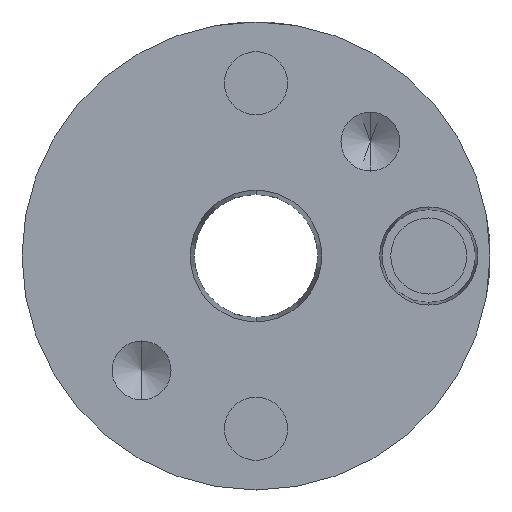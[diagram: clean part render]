
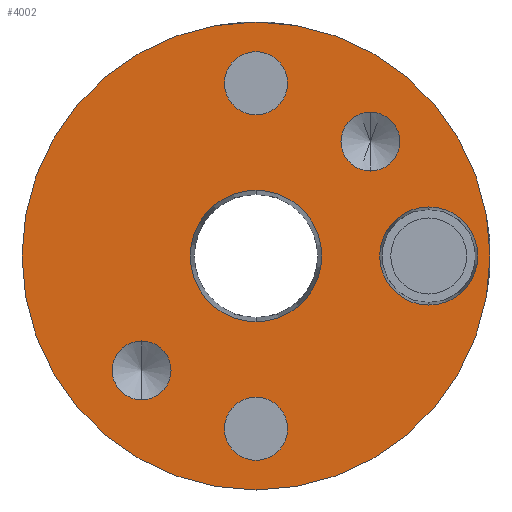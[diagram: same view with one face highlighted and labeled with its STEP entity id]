
A CAD part, front view. The second image highlights one B-rep face of the part: STEP entity #4002.
In plain terms, the highlighted planar face has unit normal (0, -1, 0).
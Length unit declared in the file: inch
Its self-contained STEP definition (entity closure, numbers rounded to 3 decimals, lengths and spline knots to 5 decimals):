
#9 = EDGE_CURVE ( 'NONE', #980, #718, #2222, .T. ) ;
#77 = DIRECTION ( 'NONE',  ( 0., -1., 0. ) ) ;
#82 = CARTESIAN_POINT ( 'NONE',  ( 0., 0., 0. ) ) ;
#96 = EDGE_LOOP ( 'NONE', ( #1000, #389 ) ) ;
#187 = CARTESIAN_POINT ( 'NONE',  ( 0.55, 0., 0.15625 ) ) ;
#262 = CIRCLE ( 'NONE', #1895, 0.1005 ) ;
#341 = EDGE_LOOP ( 'NONE', ( #4385, #2598 ) ) ;
#389 = ORIENTED_EDGE ( 'NONE', *, *, #2003, .F. ) ;
#409 = DIRECTION ( 'NONE',  ( 0., 0., -1. ) ) ;
#413 = VERTEX_POINT ( 'NONE', #1348 ) ;
#478 = EDGE_CURVE ( 'NONE', #3533, #3289, #1778, .T. ) ;
#486 = CARTESIAN_POINT ( 'NONE',  ( 0., 0., -0.55 ) ) ;
#521 = CARTESIAN_POINT ( 'NONE',  ( 0., 0., 0.6505 ) ) ;
#551 = CARTESIAN_POINT ( 'NONE',  ( 0., 0., 0. ) ) ;
#580 = VERTEX_POINT ( 'NONE', #1247 ) ;
#595 = CARTESIAN_POINT ( 'NONE',  ( 0., 0., 0.55 ) ) ;
#656 = AXIS2_PLACEMENT_3D ( 'NONE', #82, #4202, #1967 ) ;
#668 = DIRECTION ( 'NONE',  ( 0., -1., 0. ) ) ;
#718 = VERTEX_POINT ( 'NONE', #2524 ) ;
#734 = VERTEX_POINT ( 'NONE', #187 ) ;
#741 = DIRECTION ( 'NONE',  ( 0., 0., -1. ) ) ;
#751 = AXIS2_PLACEMENT_3D ( 'NONE', #1965, #3637, #409 ) ;
#810 = DIRECTION ( 'NONE',  ( 0., 0., -1. ) ) ;
#811 = CARTESIAN_POINT ( 'NONE',  ( 0., 0., 0.20931 ) ) ;
#848 = DIRECTION ( 'NONE',  ( 0., -1., 0. ) ) ;
#864 = PLANE ( 'NONE',  #928 ) ;
#923 = AXIS2_PLACEMENT_3D ( 'NONE', #1863, #4709, #4354 ) ;
#928 = AXIS2_PLACEMENT_3D ( 'NONE', #1705, #3165, #1049 ) ;
#935 = CIRCLE ( 'NONE', #1882, 0.09375 ) ;
#980 = VERTEX_POINT ( 'NONE', #811 ) ;
#1000 = ORIENTED_EDGE ( 'NONE', *, *, #1061, .F. ) ;
#1049 = DIRECTION ( 'NONE',  ( 0., 0., -1. ) ) ;
#1061 = EDGE_CURVE ( 'NONE', #3353, #3867, #3314, .T. ) ;
#1067 = EDGE_LOOP ( 'NONE', ( #4556, #3449 ) ) ;
#1140 = EDGE_CURVE ( 'NONE', #580, #4625, #935, .T. ) ;
#1194 = VERTEX_POINT ( 'NONE', #3124 ) ;
#1215 = FACE_BOUND ( 'NONE', #4376, .T. ) ;
#1244 = FACE_OUTER_BOUND ( 'NONE', #1973, .T. ) ;
#1247 = CARTESIAN_POINT ( 'NONE',  ( -0.36416, 0., -0.45791 ) ) ;
#1264 = AXIS2_PLACEMENT_3D ( 'NONE', #3888, #3256, #3917 ) ;
#1273 = FACE_BOUND ( 'NONE', #2103, .T. ) ;
#1312 = AXIS2_PLACEMENT_3D ( 'NONE', #2889, #3648, #1785 ) ;
#1346 = DIRECTION ( 'NONE',  ( 0., -1., 0. ) ) ;
#1348 = CARTESIAN_POINT ( 'NONE',  ( 0., 0., -0.4495 ) ) ;
#1481 = DIRECTION ( 'NONE',  ( 0., -1., 0. ) ) ;
#1556 = AXIS2_PLACEMENT_3D ( 'NONE', #1583, #1346, #3189 ) ;
#1576 = DIRECTION ( 'NONE',  ( 0., -1., 0. ) ) ;
#1583 = CARTESIAN_POINT ( 'NONE',  ( 0.36416, 0., 0.36416 ) ) ;
#1641 = CARTESIAN_POINT ( 'NONE',  ( 0., 0., -0.6505 ) ) ;
#1705 = CARTESIAN_POINT ( 'NONE',  ( 0., 0., 0. ) ) ;
#1778 = CIRCLE ( 'NONE', #2766, 0.09375 ) ;
#1785 = DIRECTION ( 'NONE',  ( 0., 0., 1. ) ) ;
#1791 = CARTESIAN_POINT ( 'NONE',  ( 0., 0., -0.55 ) ) ;
#1802 = EDGE_CURVE ( 'NONE', #734, #1194, #2342, .T. ) ;
#1807 = EDGE_CURVE ( 'NONE', #1864, #3918, #3476, .T. ) ;
#1863 = CARTESIAN_POINT ( 'NONE',  ( -0.36416, 0., -0.36416 ) ) ;
#1864 = VERTEX_POINT ( 'NONE', #2368 ) ;
#1871 = DIRECTION ( 'NONE',  ( 0., -1., 0. ) ) ;
#1882 = AXIS2_PLACEMENT_3D ( 'NONE', #4179, #848, #2365 ) ;
#1895 = AXIS2_PLACEMENT_3D ( 'NONE', #595, #668, #2133 ) ;
#1900 = CARTESIAN_POINT ( 'NONE',  ( 0.36416, 0., 0.36416 ) ) ;
#1942 = DIRECTION ( 'NONE',  ( 0., 0., -1. ) ) ;
#1965 = CARTESIAN_POINT ( 'NONE',  ( 0., 0., 0. ) ) ;
#1967 = DIRECTION ( 'NONE',  ( 0., 0., 1. ) ) ;
#1973 = EDGE_LOOP ( 'NONE', ( #4277, #4378 ) ) ;
#2003 = EDGE_CURVE ( 'NONE', #3867, #3353, #262, .T. ) ;
#2004 = ORIENTED_EDGE ( 'NONE', *, *, #3021, .F. ) ;
#2069 = FACE_BOUND ( 'NONE', #341, .T. ) ;
#2103 = EDGE_LOOP ( 'NONE', ( #2424, #2004 ) ) ;
#2133 = DIRECTION ( 'NONE',  ( 0., 0., -1. ) ) ;
#2167 = EDGE_CURVE ( 'NONE', #413, #3798, #3717, .T. ) ;
#2222 = CIRCLE ( 'NONE', #751, 0.20931 ) ;
#2342 = CIRCLE ( 'NONE', #4167, 0.15625 ) ;
#2365 = DIRECTION ( 'NONE',  ( 0., 0., -1. ) ) ;
#2368 = CARTESIAN_POINT ( 'NONE',  ( 0., 0., -0.745 ) ) ;
#2401 = DIRECTION ( 'NONE',  ( 0., -1., 0. ) ) ;
#2424 = ORIENTED_EDGE ( 'NONE', *, *, #1140, .F. ) ;
#2431 = FACE_BOUND ( 'NONE', #96, .T. ) ;
#2446 = CARTESIAN_POINT ( 'NONE',  ( 0.36416, 0., 0.27041 ) ) ;
#2450 = EDGE_CURVE ( 'NONE', #1194, #734, #3333, .T. ) ;
#2467 = CIRCLE ( 'NONE', #1312, 0.745 ) ;
#2470 = CARTESIAN_POINT ( 'NONE',  ( 0., 0., 0.4495 ) ) ;
#2492 = AXIS2_PLACEMENT_3D ( 'NONE', #1791, #1481, #4382 ) ;
#2524 = CARTESIAN_POINT ( 'NONE',  ( 0., 0., -0.20931 ) ) ;
#2598 = ORIENTED_EDGE ( 'NONE', *, *, #3265, .F. ) ;
#2701 = CIRCLE ( 'NONE', #3701, 0.1005 ) ;
#2739 = CARTESIAN_POINT ( 'NONE',  ( 0.55, 0., 0. ) ) ;
#2749 = FACE_BOUND ( 'NONE', #1067, .T. ) ;
#2766 = AXIS2_PLACEMENT_3D ( 'NONE', #1900, #1871, #810 ) ;
#2846 = CIRCLE ( 'NONE', #3301, 0.20931 ) ;
#2889 = CARTESIAN_POINT ( 'NONE',  ( 0., 0., 0. ) ) ;
#2931 = CIRCLE ( 'NONE', #923, 0.09375 ) ;
#3011 = DIRECTION ( 'NONE',  ( 0., -1., 0. ) ) ;
#3020 = EDGE_LOOP ( 'NONE', ( #4038, #3608 ) ) ;
#3021 = EDGE_CURVE ( 'NONE', #4625, #580, #2931, .T. ) ;
#3032 = DIRECTION ( 'NONE',  ( 0., 0., -1. ) ) ;
#3081 = EDGE_CURVE ( 'NONE', #3918, #1864, #2467, .T. ) ;
#3124 = CARTESIAN_POINT ( 'NONE',  ( 0.55, 0., -0.15625 ) ) ;
#3165 = DIRECTION ( 'NONE',  ( 0., -1., 0. ) ) ;
#3189 = DIRECTION ( 'NONE',  ( 0., 0., -1. ) ) ;
#3226 = CARTESIAN_POINT ( 'NONE',  ( 0., 0., 0.745 ) ) ;
#3256 = DIRECTION ( 'NONE',  ( 0., -1., 0. ) ) ;
#3265 = EDGE_CURVE ( 'NONE', #3289, #3533, #3833, .T. ) ;
#3289 = VERTEX_POINT ( 'NONE', #4653 ) ;
#3301 = AXIS2_PLACEMENT_3D ( 'NONE', #551, #2401, #3924 ) ;
#3311 = ORIENTED_EDGE ( 'NONE', *, *, #1802, .F. ) ;
#3314 = CIRCLE ( 'NONE', #4374, 0.1005 ) ;
#3320 = CARTESIAN_POINT ( 'NONE',  ( 0., 0., 0.55 ) ) ;
#3333 = CIRCLE ( 'NONE', #1264, 0.15625 ) ;
#3353 = VERTEX_POINT ( 'NONE', #2470 ) ;
#3366 = EDGE_CURVE ( 'NONE', #718, #980, #2846, .T. ) ;
#3449 = ORIENTED_EDGE ( 'NONE', *, *, #9, .F. ) ;
#3476 = CIRCLE ( 'NONE', #656, 0.745 ) ;
#3531 = CARTESIAN_POINT ( 'NONE',  ( -0.36416, 0., -0.27041 ) ) ;
#3533 = VERTEX_POINT ( 'NONE', #2446 ) ;
#3608 = ORIENTED_EDGE ( 'NONE', *, *, #2167, .F. ) ;
#3637 = DIRECTION ( 'NONE',  ( 0., -1., 0. ) ) ;
#3648 = DIRECTION ( 'NONE',  ( 0., 1., 0. ) ) ;
#3701 = AXIS2_PLACEMENT_3D ( 'NONE', #486, #77, #3032 ) ;
#3717 = CIRCLE ( 'NONE', #2492, 0.1005 ) ;
#3771 = ORIENTED_EDGE ( 'NONE', *, *, #2450, .F. ) ;
#3798 = VERTEX_POINT ( 'NONE', #1641 ) ;
#3833 = CIRCLE ( 'NONE', #1556, 0.09375 ) ;
#3867 = VERTEX_POINT ( 'NONE', #521 ) ;
#3888 = CARTESIAN_POINT ( 'NONE',  ( 0.55, 0., 0. ) ) ;
#3917 = DIRECTION ( 'NONE',  ( 0., 0., -1. ) ) ;
#3918 = VERTEX_POINT ( 'NONE', #3226 ) ;
#3924 = DIRECTION ( 'NONE',  ( 0., 0., -1. ) ) ;
#4002 = ADVANCED_FACE ( 'NONE', ( #1273, #2069, #2431, #4560, #1215, #2749, #1244 ), #864, .T. ) ;
#4038 = ORIENTED_EDGE ( 'NONE', *, *, #4217, .F. ) ;
#4167 = AXIS2_PLACEMENT_3D ( 'NONE', #2739, #1576, #1942 ) ;
#4179 = CARTESIAN_POINT ( 'NONE',  ( -0.36416, 0., -0.36416 ) ) ;
#4202 = DIRECTION ( 'NONE',  ( 0., 1., 0. ) ) ;
#4217 = EDGE_CURVE ( 'NONE', #3798, #413, #2701, .T. ) ;
#4277 = ORIENTED_EDGE ( 'NONE', *, *, #3081, .F. ) ;
#4354 = DIRECTION ( 'NONE',  ( 0., 0., -1. ) ) ;
#4374 = AXIS2_PLACEMENT_3D ( 'NONE', #3320, #3011, #741 ) ;
#4376 = EDGE_LOOP ( 'NONE', ( #3771, #3311 ) ) ;
#4378 = ORIENTED_EDGE ( 'NONE', *, *, #1807, .F. ) ;
#4382 = DIRECTION ( 'NONE',  ( 0., 0., -1. ) ) ;
#4385 = ORIENTED_EDGE ( 'NONE', *, *, #478, .F. ) ;
#4556 = ORIENTED_EDGE ( 'NONE', *, *, #3366, .F. ) ;
#4560 = FACE_BOUND ( 'NONE', #3020, .T. ) ;
#4625 = VERTEX_POINT ( 'NONE', #3531 ) ;
#4653 = CARTESIAN_POINT ( 'NONE',  ( 0.36416, 0., 0.45791 ) ) ;
#4709 = DIRECTION ( 'NONE',  ( 0., -1., 0. ) ) ;
